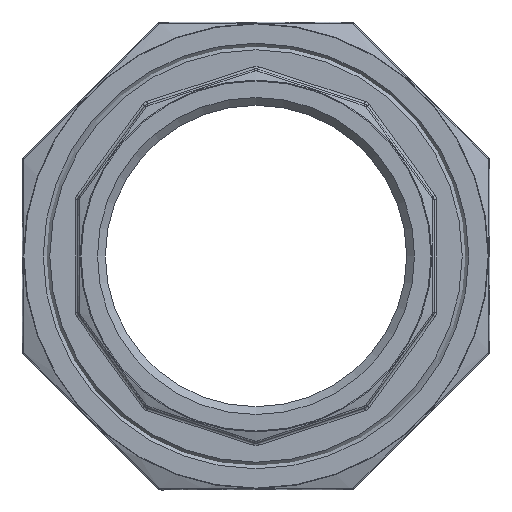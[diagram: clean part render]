
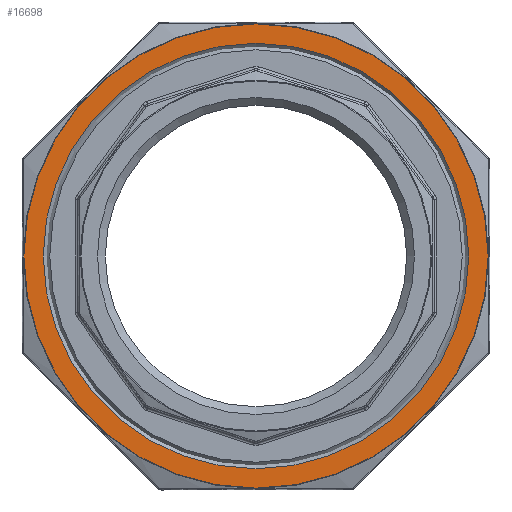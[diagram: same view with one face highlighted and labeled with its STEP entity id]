
A CAD part, left-side view. The second image highlights one B-rep face of the part: STEP entity #16698.
In plain terms, the highlighted planar face has unit normal (-1, 0, 0).
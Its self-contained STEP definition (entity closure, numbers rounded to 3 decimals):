
#476 = AXIS2_PLACEMENT_3D ( 'NONE', #14322, #11416, #19404 ) ;
#1265 = DIRECTION ( 'NONE',  ( 0., -1., 0. ) ) ;
#3887 = CIRCLE ( 'NONE', #476, 40. ) ;
#3918 = DIRECTION ( 'NONE',  ( -1., 0., 0. ) ) ;
#5027 = EDGE_CURVE ( 'NONE', #11656, #11656, #10469, .T. ) ;
#5228 = VERTEX_POINT ( 'NONE', #11860 ) ;
#7320 = AXIS2_PLACEMENT_3D ( 'NONE', #13561, #3918, #13466 ) ;
#8692 = PLANE ( 'NONE',  #19123 ) ;
#9878 = EDGE_CURVE ( 'NONE', #5228, #5228, #3887, .T. ) ;
#10348 = FACE_OUTER_BOUND ( 'NONE', #11883, .T. ) ;
#10469 = CIRCLE ( 'NONE', #7320, 43.647 ) ;
#10695 = ORIENTED_EDGE ( 'NONE', *, *, #9878, .T. ) ;
#11001 = DIRECTION ( 'NONE',  ( -1., 0., 0. ) ) ;
#11336 = CARTESIAN_POINT ( 'NONE',  ( -15.5, 53.92, 0. ) ) ;
#11416 = DIRECTION ( 'NONE',  ( 1., 0., 0. ) ) ;
#11656 = VERTEX_POINT ( 'NONE', #19994 ) ;
#11860 = CARTESIAN_POINT ( 'NONE',  ( -15.5, 40., 0. ) ) ;
#11883 = EDGE_LOOP ( 'NONE', ( #18412 ) ) ;
#13466 = DIRECTION ( 'NONE',  ( 0., -1., 0. ) ) ;
#13561 = CARTESIAN_POINT ( 'NONE',  ( -15.5, 0., 0. ) ) ;
#14322 = CARTESIAN_POINT ( 'NONE',  ( -15.5, 0., 0. ) ) ;
#16698 = ADVANCED_FACE ( 'NONE', ( #10348, #16921 ), #8692, .T. ) ;
#16921 = FACE_BOUND ( 'NONE', #20850, .T. ) ;
#18412 = ORIENTED_EDGE ( 'NONE', *, *, #5027, .T. ) ;
#19123 = AXIS2_PLACEMENT_3D ( 'NONE', #11336, #11001, #1265 ) ;
#19404 = DIRECTION ( 'NONE',  ( 0., 1., 0. ) ) ;
#19994 = CARTESIAN_POINT ( 'NONE',  ( -15.5, -43.647, 0. ) ) ;
#20850 = EDGE_LOOP ( 'NONE', ( #10695 ) ) ;
